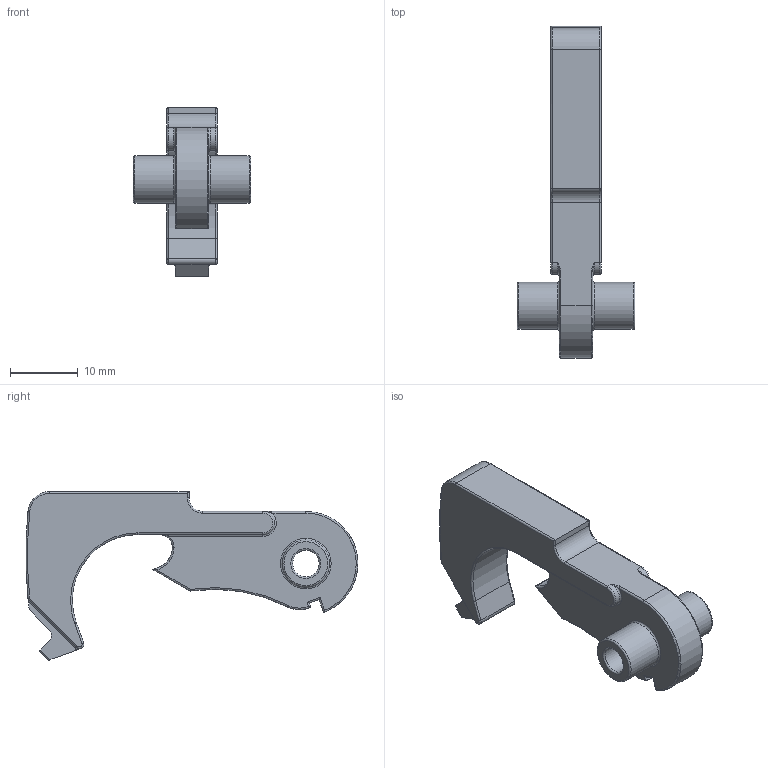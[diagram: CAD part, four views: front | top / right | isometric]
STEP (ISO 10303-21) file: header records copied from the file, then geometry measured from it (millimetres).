
FILE_DESCRIPTION(/* description */ (''),/* implementation_level */ '2;1');
FILE_NAME(/* name */ 'ham v1.step',/* time_stamp */ '2018-11-19T18:47:42-05:00',/* author */ ('alexandermcalpine'),/* organization */ (''),/* preprocessor_version */ 'ST-DEVELOPER v17.2',/* originating_system */ 'Autodesk Translation Framework v7.6.0.251',/* authorisation */ '');
FILE_SCHEMA (('AUTOMOTIVE_DESIGN { 1 0 10303 214 3 1 1 }'));
Length unit declared in the file: millimetre
Products named in the file (1): ham
Bounding box: 17.4 x 49.17 x 24.97 mm (x, y, z)
Volume: 4067.8 mm3; surface area: 2695.9 mm2
Topology: 1 solids, 1 shells, 113 faces, 272 edges, 157 vertices
Faces by surface type: cylinder 47, torus 34, plane 24, sphere 4, bspline 4
Full cylindrical faces by diameter (mm): 3.937 x1, 6.985 x2
Entity records: 3446 total; most frequent: CARTESIAN_POINT 771, DIRECTION 607, ORIENTED_EDGE 532, EDGE_CURVE 266, AXIS2_PLACEMENT_3D 253, VERTEX_POINT 157, CIRCLE 133, EDGE_LOOP 117
